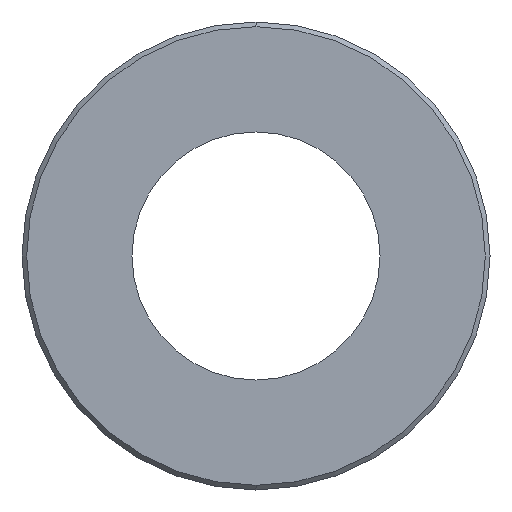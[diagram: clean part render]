
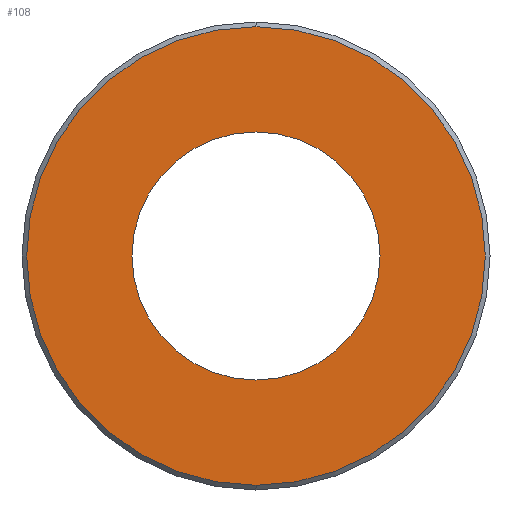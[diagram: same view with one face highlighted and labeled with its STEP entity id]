
A CAD part, left-side view. The second image highlights one B-rep face of the part: STEP entity #108.
In plain terms, the highlighted planar face has unit normal (-1, 0, 0).
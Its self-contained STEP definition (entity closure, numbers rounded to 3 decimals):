
#27 = VERTEX_POINT ( 'NONE', #134 ) ;
#28 = DIRECTION ( 'NONE',  ( 0., 0., -1. ) ) ;
#46 = AXIS2_PLACEMENT_3D ( 'NONE', #218, #334, #192 ) ;
#50 = ORIENTED_EDGE ( 'NONE', *, *, #131, .T. ) ;
#58 = ORIENTED_EDGE ( 'NONE', *, *, #190, .T. ) ;
#69 = EDGE_CURVE ( 'NONE', #229, #236, #222, .T. ) ;
#72 = CARTESIAN_POINT ( 'NONE',  ( 0., 0., -2.65 ) ) ;
#105 = EDGE_LOOP ( 'NONE', ( #175, #157 ) ) ;
#108 = ADVANCED_FACE ( 'NONE', ( #244, #228 ), #345, .F. ) ;
#111 = CIRCLE ( 'NONE', #46, 2.65 ) ;
#131 = EDGE_CURVE ( 'NONE', #27, #355, #303, .T. ) ;
#134 = CARTESIAN_POINT ( 'NONE',  ( 0., 0., 4.9 ) ) ;
#136 = CARTESIAN_POINT ( 'NONE',  ( 0., 0., -4.9 ) ) ;
#157 = ORIENTED_EDGE ( 'NONE', *, *, #69, .T. ) ;
#161 = AXIS2_PLACEMENT_3D ( 'NONE', #249, #363, #28 ) ;
#169 = DIRECTION ( 'NONE',  ( 0., 0., -1. ) ) ;
#175 = ORIENTED_EDGE ( 'NONE', *, *, #358, .T. ) ;
#176 = CIRCLE ( 'NONE', #354, 4.9 ) ;
#190 = EDGE_CURVE ( 'NONE', #355, #27, #176, .T. ) ;
#192 = DIRECTION ( 'NONE',  ( 0., 0., -1. ) ) ;
#193 = CARTESIAN_POINT ( 'NONE',  ( 0., 0., 0. ) ) ;
#205 = DIRECTION ( 'NONE',  ( -1., 0., 0. ) ) ;
#210 = AXIS2_PLACEMENT_3D ( 'NONE', #306, #221, #169 ) ;
#211 = CARTESIAN_POINT ( 'NONE',  ( 0., 0., 0. ) ) ;
#218 = CARTESIAN_POINT ( 'NONE',  ( 0., 0., 0. ) ) ;
#221 = DIRECTION ( 'NONE',  ( 1., 0., 0. ) ) ;
#222 = CIRCLE ( 'NONE', #210, 2.65 ) ;
#228 = FACE_BOUND ( 'NONE', #105, .T. ) ;
#229 = VERTEX_POINT ( 'NONE', #72 ) ;
#236 = VERTEX_POINT ( 'NONE', #315 ) ;
#244 = FACE_OUTER_BOUND ( 'NONE', #293, .T. ) ;
#249 = CARTESIAN_POINT ( 'NONE',  ( 0., 0., 0. ) ) ;
#278 = DIRECTION ( 'NONE',  ( 0., 0., -1. ) ) ;
#290 = DIRECTION ( 'NONE',  ( 0., 0., -1. ) ) ;
#293 = EDGE_LOOP ( 'NONE', ( #58, #50 ) ) ;
#303 = CIRCLE ( 'NONE', #161, 4.9 ) ;
#305 = DIRECTION ( 'NONE',  ( 1., 0., 0. ) ) ;
#306 = CARTESIAN_POINT ( 'NONE',  ( 0., 0., 0. ) ) ;
#315 = CARTESIAN_POINT ( 'NONE',  ( 0., 0., 2.65 ) ) ;
#332 = AXIS2_PLACEMENT_3D ( 'NONE', #193, #305, #278 ) ;
#334 = DIRECTION ( 'NONE',  ( 1., 0., 0. ) ) ;
#345 = PLANE ( 'NONE',  #332 ) ;
#354 = AXIS2_PLACEMENT_3D ( 'NONE', #211, #205, #290 ) ;
#355 = VERTEX_POINT ( 'NONE', #136 ) ;
#358 = EDGE_CURVE ( 'NONE', #236, #229, #111, .T. ) ;
#363 = DIRECTION ( 'NONE',  ( -1., 0., 0. ) ) ;
